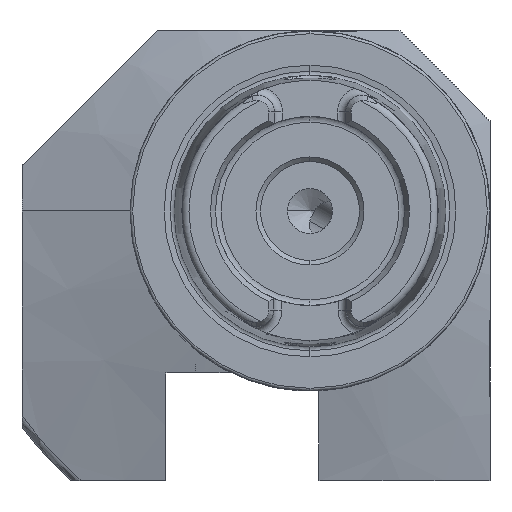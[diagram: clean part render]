
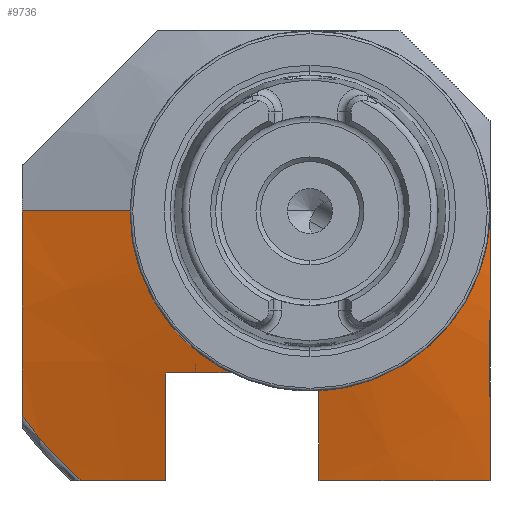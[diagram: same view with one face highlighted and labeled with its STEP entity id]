
A CAD part, left-side view. The second image highlights one B-rep face of the part: STEP entity #9736.
In plain terms, the highlighted conical face has half-angle 75 degrees and reference radius 39.259 mm.
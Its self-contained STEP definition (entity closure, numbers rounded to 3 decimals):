
#141 = B_SPLINE_CURVE_WITH_KNOTS ( 'NONE', 3,
 ( #3385, #8332, #9781, #2643, #277, #5849 ),
 .UNSPECIFIED., .F., .F.,
 ( 4, 2, 4 ),
 ( 0.082, 0.094, 0.105 ),
 .UNSPECIFIED. ) ;
#163 = VERTEX_POINT ( 'NONE', #7197 ) ;
#277 = CARTESIAN_POINT ( 'NONE',  ( 40.511, 32., -18.96 ) ) ;
#295 = DIRECTION ( 'NONE',  ( 1., 0., 0. ) ) ;
#318 = CARTESIAN_POINT ( 'NONE',  ( 40.082, 19.114, -30. ) ) ;
#363 = CARTESIAN_POINT ( 'NONE',  ( 35.409, -1., -18. ) ) ;
#375 = CARTESIAN_POINT ( 'NONE',  ( 35.199, 17.241, 0. ) ) ;
#438 = VERTEX_POINT ( 'NONE', #1423 ) ;
#493 = CARTESIAN_POINT ( 'NONE',  ( 36.102, 10.379, -18. ) ) ;
#545 = CARTESIAN_POINT ( 'NONE',  ( 35.413, 1.86, -18. ) ) ;
#593 = EDGE_CURVE ( 'NONE', #9047, #438, #5452, .T. ) ;
#923 = EDGE_CURVE ( 'NONE', #2088, #6354, #8655, .T. ) ;
#933 = AXIS2_PLACEMENT_3D ( 'NONE', #10227, #9494, #3091 ) ;
#935 = CARTESIAN_POINT ( 'NONE',  ( 37.434, 16., -20.007 ) ) ;
#940 = ORIENTED_EDGE ( 'NONE', *, *, #9373, .T. ) ;
#997 = ORIENTED_EDGE ( 'NONE', *, *, #4658, .T. ) ;
#1037 = EDGE_CURVE ( 'NONE', #163, #4014, #6244, .T. ) ;
#1145 = CARTESIAN_POINT ( 'NONE',  ( 39.405, -13.679, -30. ) ) ;
#1244 = AXIS2_PLACEMENT_3D ( 'NONE', #2985, #6906, #5347 ) ;
#1268 = ORIENTED_EDGE ( 'NONE', *, *, #5574, .F. ) ;
#1402 = CARTESIAN_POINT ( 'NONE',  ( 36.546, -20., -10.073 ) ) ;
#1423 = CARTESIAN_POINT ( 'NONE',  ( 35.938, -20., 0. ) ) ;
#1700 = CARTESIAN_POINT ( 'NONE',  ( 38.755, 16., -26.008 ) ) ;
#1756 = CARTESIAN_POINT ( 'NONE',  ( 39.689, 16., -30. ) ) ;
#1805 = CARTESIAN_POINT ( 'NONE',  ( 37.864, 16., -22.009 ) ) ;
#1860 = CARTESIAN_POINT ( 'NONE',  ( 41.098, 0., 0. ) ) ;
#1934 = ORIENTED_EDGE ( 'NONE', *, *, #923, .T. ) ;
#1936 = CARTESIAN_POINT ( 'NONE',  ( 41.098, 25.323, -30. ) ) ;
#2048 = B_SPLINE_CURVE_WITH_KNOTS ( 'NONE', 3,
 ( #1756, #2470, #1700, #1805, #935, #5045 ),
 .UNSPECIFIED., .F., .F.,
 ( 4, 2, 4 ),
 ( 0.025, 0.031, 0.037 ),
 .UNSPECIFIED. ) ;
#2088 = VERTEX_POINT ( 'NONE', #2147 ) ;
#2142 = VERTEX_POINT ( 'NONE', #8033 ) ;
#2147 = CARTESIAN_POINT ( 'NONE',  ( 41.098, 25.323, -30. ) ) ;
#2252 = EDGE_CURVE ( 'NONE', #2142, #2759, #141, .T. ) ;
#2269 = VERTEX_POINT ( 'NONE', #3541 ) ;
#2281 = ORIENTED_EDGE ( 'NONE', *, *, #8709, .F. ) ;
#2368 = LINE ( 'NONE', #9582, #5545 ) ;
#2371 = CARTESIAN_POINT ( 'NONE',  ( 41.098, -39.259, 0. ) ) ;
#2470 = CARTESIAN_POINT ( 'NONE',  ( 39.217, 16., -28.005 ) ) ;
#2643 = CARTESIAN_POINT ( 'NONE',  ( 40.02, 32., -15.175 ) ) ;
#2706 = VERTEX_POINT ( 'NONE', #363 ) ;
#2758 = ORIENTED_EDGE ( 'NONE', *, *, #3564, .F. ) ;
#2759 = VERTEX_POINT ( 'NONE', #8046 ) ;
#2985 = CARTESIAN_POINT ( 'NONE',  ( 41.098, 0., 0. ) ) ;
#2998 = VERTEX_POINT ( 'NONE', #4946 ) ;
#3055 = CARTESIAN_POINT ( 'NONE',  ( 35.938, -20., -2.531 ) ) ;
#3091 = DIRECTION ( 'NONE',  ( 0., 1., 0. ) ) ;
#3156 = B_SPLINE_CURVE_WITH_KNOTS ( 'NONE', 3,
 ( #9167, #5236, #545, #8298, #6064, #493, #6632, #3503 ),
 .UNSPECIFIED., .F., .F.,
 ( 4, 2, 2, 4 ),
 ( 0.016, 0.021, 0.025, 0.033 ),
 .UNSPECIFIED. ) ;
#3311 = CIRCLE ( 'NONE', #4146, 39.259 ) ;
#3385 = CARTESIAN_POINT ( 'NONE',  ( 39.153, 32., 0. ) ) ;
#3477 = CARTESIAN_POINT ( 'NONE',  ( 36.48, -1., -22. ) ) ;
#3478 = CARTESIAN_POINT ( 'NONE',  ( 40.24, -20., -30. ) ) ;
#3503 = CARTESIAN_POINT ( 'NONE',  ( 37.032, 16., -18. ) ) ;
#3541 = CARTESIAN_POINT ( 'NONE',  ( 38.622, -1., -30. ) ) ;
#3564 = EDGE_CURVE ( 'NONE', #2088, #2759, #3311, .T. ) ;
#3631 = CARTESIAN_POINT ( 'NONE',  ( 40.006, -18.424, -30. ) ) ;
#3850 = CARTESIAN_POINT ( 'NONE',  ( 40.24, -20., -30. ) ) ;
#3925 = ORIENTED_EDGE ( 'NONE', *, *, #2252, .T. ) ;
#4014 = VERTEX_POINT ( 'NONE', #375 ) ;
#4146 = AXIS2_PLACEMENT_3D ( 'NONE', #1860, #295, #5721 ) ;
#4406 = CONICAL_SURFACE ( 'NONE', #1244, 39.259, 1.309 ) ;
#4618 = CARTESIAN_POINT ( 'NONE',  ( 39.689, 16., -30. ) ) ;
#4633 = CARTESIAN_POINT ( 'NONE',  ( 36.886, -20., -12.575 ) ) ;
#4658 = EDGE_CURVE ( 'NONE', #6354, #2998, #2048, .T. ) ;
#4837 = ORIENTED_EDGE ( 'NONE', *, *, #593, .T. ) ;
#4871 = CARTESIAN_POINT ( 'NONE',  ( 40.24, -20., -30. ) ) ;
#4946 = CARTESIAN_POINT ( 'NONE',  ( 37.032, 16., -18. ) ) ;
#5045 = CARTESIAN_POINT ( 'NONE',  ( 37.032, 16., -18. ) ) ;
#5155 = CARTESIAN_POINT ( 'NONE',  ( 39.236, -12.091, -30. ) ) ;
#5236 = CARTESIAN_POINT ( 'NONE',  ( 35.388, 0.426, -18. ) ) ;
#5347 = DIRECTION ( 'NONE',  ( 0., 1., 0. ) ) ;
#5351 = EDGE_CURVE ( 'NONE', #163, #438, #6393, .T. ) ;
#5364 = CARTESIAN_POINT ( 'NONE',  ( 39.687, -20., -27.521 ) ) ;
#5452 = B_SPLINE_CURVE_WITH_KNOTS ( 'NONE', 3,
 ( #3850, #5364, #7670, #9343, #8533, #4633, #1402, #7615, #3055, #6824 ),
 .UNSPECIFIED., .F., .F.,
 ( 4, 2, 2, 2, 4 ),
 ( 0.027, 0.035, 0.042, 0.05, 0.058 ),
 .UNSPECIFIED. ) ;
#5545 = VECTOR ( 'NONE', #8875, 1000. ) ;
#5574 = EDGE_CURVE ( 'NONE', #2706, #2998, #3156, .T. ) ;
#5721 = DIRECTION ( 'NONE',  ( 0., 1., 0. ) ) ;
#5849 = CARTESIAN_POINT ( 'NONE',  ( 41.098, 32., -22.743 ) ) ;
#5991 = CARTESIAN_POINT ( 'NONE',  ( 38.65, -4.165, -30. ) ) ;
#6000 = EDGE_CURVE ( 'NONE', #4014, #2142, #2368, .T. ) ;
#6038 = CARTESIAN_POINT ( 'NONE',  ( 37.551, -1., -26. ) ) ;
#6064 = CARTESIAN_POINT ( 'NONE',  ( 35.662, 6.131, -18. ) ) ;
#6244 = CIRCLE ( 'NONE', #933, 17.241 ) ;
#6354 = VERTEX_POINT ( 'NONE', #8145 ) ;
#6393 = LINE ( 'NONE', #2371, #8335 ) ;
#6632 = CARTESIAN_POINT ( 'NONE',  ( 36.532, 13.194, -18. ) ) ;
#6814 = CARTESIAN_POINT ( 'NONE',  ( 38.622, -1., -30. ) ) ;
#6824 = CARTESIAN_POINT ( 'NONE',  ( 35.938, -20., 0. ) ) ;
#6906 = DIRECTION ( 'NONE',  ( 1., 0., 0. ) ) ;
#7197 = CARTESIAN_POINT ( 'NONE',  ( 35.199, -17.241, 0. ) ) ;
#7581 = B_SPLINE_CURVE_WITH_KNOTS ( 'NONE', 3,
 ( #6814, #6038, #3477, #9191 ),
 .UNSPECIFIED., .F., .F.,
 ( 4, 4 ),
 ( 0.025, 0.037 ),
 .UNSPECIFIED. ) ;
#7615 = CARTESIAN_POINT ( 'NONE',  ( 36.07, -20., -5.051 ) ) ;
#7670 = CARTESIAN_POINT ( 'NONE',  ( 39.154, -20., -25.036 ) ) ;
#7979 = EDGE_LOOP ( 'NONE', ( #9212, #9059, #9504, #3925, #2758, #1934, #997, #1268, #2281, #940, #4837 ) ) ;
#8033 = CARTESIAN_POINT ( 'NONE',  ( 39.153, 32., 0. ) ) ;
#8046 = CARTESIAN_POINT ( 'NONE',  ( 41.098, 32., -22.743 ) ) ;
#8074 = B_SPLINE_CURVE_WITH_KNOTS ( 'NONE', 3,
 ( #8280, #5991, #9046, #5155, #1145, #9192, #3631, #3478 ),
 .UNSPECIFIED., .F., .F.,
 ( 4, 2, 2, 4 ),
 ( 0.117, 0.127, 0.131, 0.136 ),
 .UNSPECIFIED. ) ;
#8145 = CARTESIAN_POINT ( 'NONE',  ( 39.689, 16., -30. ) ) ;
#8280 = CARTESIAN_POINT ( 'NONE',  ( 38.622, -1., -30. ) ) ;
#8284 = CARTESIAN_POINT ( 'NONE',  ( 40.563, 22.227, -30. ) ) ;
#8298 = CARTESIAN_POINT ( 'NONE',  ( 35.55, 4.711, -18. ) ) ;
#8332 = CARTESIAN_POINT ( 'NONE',  ( 39.153, 32., -3.8 ) ) ;
#8335 = VECTOR ( 'NONE', #9326, 1000. ) ;
#8533 = CARTESIAN_POINT ( 'NONE',  ( 37.692, -20., -17.568 ) ) ;
#8655 = B_SPLINE_CURVE_WITH_KNOTS ( 'NONE', 3,
 ( #1936, #8284, #318, #4618 ),
 .UNSPECIFIED., .F., .F.,
 ( 4, 4 ),
 ( 0.091, 0.1 ),
 .UNSPECIFIED. ) ;
#8709 = EDGE_CURVE ( 'NONE', #2269, #2706, #7581, .T. ) ;
#8875 = DIRECTION ( 'NONE',  ( 0.259, 0.966, 0. ) ) ;
#9046 = CARTESIAN_POINT ( 'NONE',  ( 38.815, -7.333, -30. ) ) ;
#9047 = VERTEX_POINT ( 'NONE', #4871 ) ;
#9059 = ORIENTED_EDGE ( 'NONE', *, *, #1037, .T. ) ;
#9167 = CARTESIAN_POINT ( 'NONE',  ( 35.409, -1., -18. ) ) ;
#9191 = CARTESIAN_POINT ( 'NONE',  ( 35.409, -1., -18. ) ) ;
#9192 = CARTESIAN_POINT ( 'NONE',  ( 39.79, -16.845, -30. ) ) ;
#9212 = ORIENTED_EDGE ( 'NONE', *, *, #5351, .F. ) ;
#9326 = DIRECTION ( 'NONE',  ( 0.259, -0.966, 0. ) ) ;
#9343 = CARTESIAN_POINT ( 'NONE',  ( 38.156, -20., -20.06 ) ) ;
#9373 = EDGE_CURVE ( 'NONE', #2269, #9047, #8074, .T. ) ;
#9494 = DIRECTION ( 'NONE',  ( 1., 0., 0. ) ) ;
#9504 = ORIENTED_EDGE ( 'NONE', *, *, #6000, .T. ) ;
#9582 = CARTESIAN_POINT ( 'NONE',  ( 41.098, 39.259, 0. ) ) ;
#9736 = ADVANCED_FACE ( 'NONE', ( #10117 ), #4406, .T. ) ;
#9781 = CARTESIAN_POINT ( 'NONE',  ( 39.339, 32., -7.595 ) ) ;
#10117 = FACE_OUTER_BOUND ( 'NONE', #7979, .T. ) ;
#10227 = CARTESIAN_POINT ( 'NONE',  ( 35.199, 0., 0. ) ) ;
